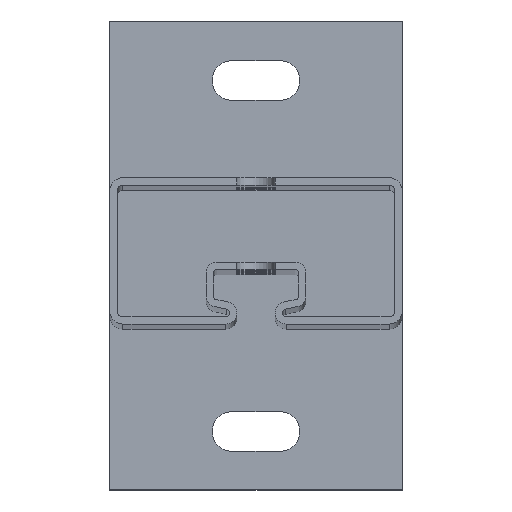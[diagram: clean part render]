
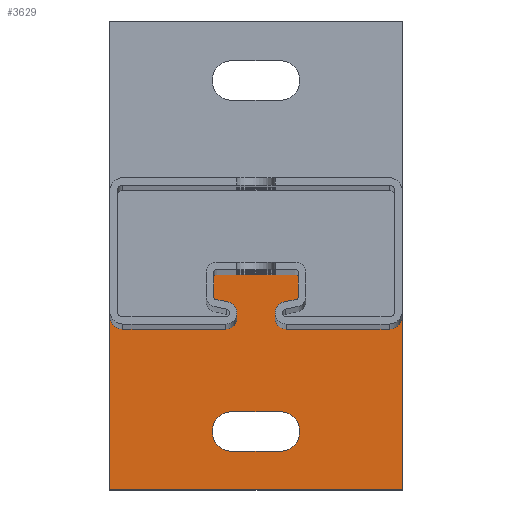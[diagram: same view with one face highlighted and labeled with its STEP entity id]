
A CAD part, top view. The second image highlights one B-rep face of the part: STEP entity #3629.
In plain terms, the highlighted planar face has unit normal (0, 0, 1).
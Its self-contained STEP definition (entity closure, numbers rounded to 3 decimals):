
#50=FACE_BOUND('',#665,.T.);
#206=CIRCLE('',#3926,3.8);
#208=CIRCLE('',#3930,1.);
#210=CIRCLE('',#3934,1.);
#211=CIRCLE('',#3936,1.);
#212=CIRCLE('',#3939,1.);
#213=CIRCLE('',#3942,3.8);
#214=CIRCLE('',#3945,4.5);
#219=CIRCLE('',#3954,4.5);
#220=CIRCLE('',#3958,6.75);
#221=CIRCLE('',#3959,6.75);
#460=FACE_OUTER_BOUND('',#664,.T.);
#664=EDGE_LOOP('',(#3046,#3047,#3048,#3049,#3050,#3051,#3052,#3053,#3054,
#3055,#3056,#3057,#3058,#3059,#3060,#3061,#3062,#3063));
#665=EDGE_LOOP('',(#3064,#3065,#3066,#3067));
#850=LINE('',#5453,#1194);
#984=LINE('',#5836,#1328);
#988=LINE('',#5848,#1332);
#991=LINE('',#5859,#1335);
#994=LINE('',#5867,#1338);
#997=LINE('',#5875,#1341);
#1008=LINE('',#5909,#1352);
#1010=LINE('',#5914,#1354);
#1011=LINE('',#5916,#1355);
#1012=LINE('',#5917,#1356);
#1013=LINE('',#5922,#1357);
#1014=LINE('',#5925,#1358);
#1194=VECTOR('',#4415,10.);
#1328=VECTOR('',#4819,10.);
#1332=VECTOR('',#4831,10.);
#1335=VECTOR('',#4846,10.);
#1338=VECTOR('',#4855,10.);
#1341=VECTOR('',#4864,10.);
#1352=VECTOR('',#4899,10.);
#1354=VECTOR('',#4905,10.);
#1355=VECTOR('',#4906,10.);
#1356=VECTOR('',#4907,10.);
#1357=VECTOR('',#4910,10.);
#1358=VECTOR('',#4913,10.);
#1561=VERTEX_POINT('',#5450);
#1562=VERTEX_POINT('',#5452);
#1673=VERTEX_POINT('',#5826);
#1674=VERTEX_POINT('',#5828);
#1676=VERTEX_POINT('',#5834);
#1678=VERTEX_POINT('',#5840);
#1680=VERTEX_POINT('',#5846);
#1681=VERTEX_POINT('',#5853);
#1682=VERTEX_POINT('',#5857);
#1683=VERTEX_POINT('',#5861);
#1684=VERTEX_POINT('',#5865);
#1685=VERTEX_POINT('',#5869);
#1686=VERTEX_POINT('',#5873);
#1687=VERTEX_POINT('',#5877);
#1696=VERTEX_POINT('',#5902);
#1697=VERTEX_POINT('',#5904);
#1698=VERTEX_POINT('',#5913);
#1699=VERTEX_POINT('',#5915);
#1700=VERTEX_POINT('',#5918);
#1701=VERTEX_POINT('',#5919);
#1702=VERTEX_POINT('',#5921);
#1703=VERTEX_POINT('',#5923);
#1954=EDGE_CURVE('',#1562,#1561,#850,.T.);
#2143=EDGE_CURVE('',#1674,#1673,#206,.T.);
#2147=EDGE_CURVE('',#1673,#1676,#984,.T.);
#2150=EDGE_CURVE('',#1676,#1678,#208,.T.);
#2153=EDGE_CURVE('',#1678,#1680,#988,.T.);
#2155=EDGE_CURVE('',#1680,#1562,#210,.T.);
#2157=EDGE_CURVE('',#1561,#1681,#211,.T.);
#2159=EDGE_CURVE('',#1681,#1682,#991,.T.);
#2161=EDGE_CURVE('',#1682,#1683,#212,.T.);
#2163=EDGE_CURVE('',#1683,#1684,#994,.T.);
#2165=EDGE_CURVE('',#1684,#1685,#213,.T.);
#2167=EDGE_CURVE('',#1685,#1686,#997,.T.);
#2169=EDGE_CURVE('',#1686,#1687,#214,.T.);
#2181=EDGE_CURVE('',#1697,#1696,#219,.T.);
#2184=EDGE_CURVE('',#1696,#1674,#1008,.T.);
#2186=EDGE_CURVE('',#1687,#1698,#1010,.T.);
#2187=EDGE_CURVE('',#1698,#1699,#1011,.T.);
#2188=EDGE_CURVE('',#1699,#1697,#1012,.T.);
#2189=EDGE_CURVE('',#1700,#1701,#220,.T.);
#2190=EDGE_CURVE('',#1701,#1702,#1013,.T.);
#2191=EDGE_CURVE('',#1702,#1703,#221,.T.);
#2192=EDGE_CURVE('',#1703,#1700,#1014,.T.);
#3046=ORIENTED_EDGE('',*,*,#2169,.T.);
#3047=ORIENTED_EDGE('',*,*,#2186,.T.);
#3048=ORIENTED_EDGE('',*,*,#2187,.T.);
#3049=ORIENTED_EDGE('',*,*,#2188,.T.);
#3050=ORIENTED_EDGE('',*,*,#2181,.T.);
#3051=ORIENTED_EDGE('',*,*,#2184,.T.);
#3052=ORIENTED_EDGE('',*,*,#2143,.T.);
#3053=ORIENTED_EDGE('',*,*,#2147,.T.);
#3054=ORIENTED_EDGE('',*,*,#2150,.T.);
#3055=ORIENTED_EDGE('',*,*,#2153,.T.);
#3056=ORIENTED_EDGE('',*,*,#2155,.T.);
#3057=ORIENTED_EDGE('',*,*,#1954,.T.);
#3058=ORIENTED_EDGE('',*,*,#2157,.T.);
#3059=ORIENTED_EDGE('',*,*,#2159,.T.);
#3060=ORIENTED_EDGE('',*,*,#2161,.T.);
#3061=ORIENTED_EDGE('',*,*,#2163,.T.);
#3062=ORIENTED_EDGE('',*,*,#2165,.T.);
#3063=ORIENTED_EDGE('',*,*,#2167,.T.);
#3064=ORIENTED_EDGE('',*,*,#2189,.T.);
#3065=ORIENTED_EDGE('',*,*,#2190,.T.);
#3066=ORIENTED_EDGE('',*,*,#2191,.T.);
#3067=ORIENTED_EDGE('',*,*,#2192,.T.);
#3310=PLANE('',#3957);
#3629=ADVANCED_FACE('',(#460,#50),#3310,.T.);
#3926=AXIS2_PLACEMENT_3D('',#5829,#4812,#4813);
#3930=AXIS2_PLACEMENT_3D('',#5842,#4825,#4826);
#3934=AXIS2_PLACEMENT_3D('',#5851,#4836,#4837);
#3936=AXIS2_PLACEMENT_3D('',#5855,#4841,#4842);
#3939=AXIS2_PLACEMENT_3D('',#5863,#4850,#4851);
#3942=AXIS2_PLACEMENT_3D('',#5871,#4859,#4860);
#3945=AXIS2_PLACEMENT_3D('',#5879,#4868,#4869);
#3954=AXIS2_PLACEMENT_3D('',#5905,#4893,#4894);
#3957=AXIS2_PLACEMENT_3D('',#5912,#4903,#4904);
#3958=AXIS2_PLACEMENT_3D('',#5920,#4908,#4909);
#3959=AXIS2_PLACEMENT_3D('',#5924,#4911,#4912);
#4415=DIRECTION('',(-1.,0.,0.));
#4812=DIRECTION('center_axis',(0.,0.,-1.));
#4813=DIRECTION('ref_axis',(-0.212,0.977,0.));
#4819=DIRECTION('',(0.977,0.212,0.));
#4825=DIRECTION('center_axis',(0.,0.,1.));
#4826=DIRECTION('ref_axis',(-0.212,0.977,0.));
#4831=DIRECTION('',(0.,1.,0.));
#4836=DIRECTION('center_axis',(0.,0.,1.));
#4837=DIRECTION('ref_axis',(-1.,0.,0.));
#4841=DIRECTION('center_axis',(0.,0.,1.));
#4842=DIRECTION('ref_axis',(0.,-1.,0.));
#4846=DIRECTION('',(0.,-1.,0.));
#4850=DIRECTION('center_axis',(0.,0.,1.));
#4851=DIRECTION('ref_axis',(1.,0.,0.));
#4855=DIRECTION('',(0.977,-0.212,0.));
#4859=DIRECTION('center_axis',(0.,0.,-1.));
#4860=DIRECTION('ref_axis',(0.,-1.,0.));
#4864=DIRECTION('',(-1.,0.,0.));
#4868=DIRECTION('center_axis',(0.,0.,-1.));
#4869=DIRECTION('ref_axis',(-1.,0.,0.));
#4893=DIRECTION('center_axis',(0.,0.,-1.));
#4894=DIRECTION('ref_axis',(0.,-1.,0.));
#4899=DIRECTION('',(-1.,0.,0.));
#4903=DIRECTION('center_axis',(0.,0.,1.));
#4904=DIRECTION('ref_axis',(1.,0.,0.));
#4905=DIRECTION('',(0.,-1.,0.));
#4906=DIRECTION('',(1.,0.,0.));
#4907=DIRECTION('',(0.,1.,0.));
#4908=DIRECTION('center_axis',(0.,0.,-1.));
#4909=DIRECTION('ref_axis',(0.,-1.,0.));
#4910=DIRECTION('',(1.,0.,0.));
#4911=DIRECTION('center_axis',(0.,0.,-1.));
#4912=DIRECTION('ref_axis',(0.,1.,0.));
#4913=DIRECTION('',(-1.,0.,0.));
#5450=CARTESIAN_POINT('',(-13.5,-6.4,8.));
#5452=CARTESIAN_POINT('',(13.5,-6.4,8.));
#5453=CARTESIAN_POINT('',(6.75,-6.4,8.));
#5826=CARTESIAN_POINT('',(9.494,-17.486,8.));
#5828=CARTESIAN_POINT('',(10.3,-25.,8.));
#5829=CARTESIAN_POINT('Origin',(10.3,-21.2,8.));
#5834=CARTESIAN_POINT('',(13.712,-16.571,8.));
#5836=CARTESIAN_POINT('',(6.773,-18.077,8.));
#5840=CARTESIAN_POINT('',(14.5,-15.594,8.));
#5842=CARTESIAN_POINT('Origin',(13.5,-15.594,8.));
#5846=CARTESIAN_POINT('',(14.5,-7.4,8.));
#5848=CARTESIAN_POINT('',(14.5,-7.797,8.));
#5851=CARTESIAN_POINT('Origin',(13.5,-7.4,8.));
#5853=CARTESIAN_POINT('',(-14.5,-7.4,8.));
#5855=CARTESIAN_POINT('Origin',(-13.5,-7.4,8.));
#5857=CARTESIAN_POINT('',(-14.5,-15.594,8.));
#5859=CARTESIAN_POINT('',(-14.5,-3.7,8.));
#5861=CARTESIAN_POINT('',(-13.712,-16.571,8.));
#5863=CARTESIAN_POINT('Origin',(-13.5,-15.594,8.));
#5865=CARTESIAN_POINT('',(-9.494,-17.486,8.));
#5867=CARTESIAN_POINT('',(-8.882,-17.619,8.));
#5869=CARTESIAN_POINT('',(-10.3,-25.,8.));
#5871=CARTESIAN_POINT('Origin',(-10.3,-21.2,8.));
#5873=CARTESIAN_POINT('',(-45.5,-25.,8.));
#5875=CARTESIAN_POINT('',(-5.15,-25.,8.));
#5877=CARTESIAN_POINT('',(-50.,-20.5,8.));
#5879=CARTESIAN_POINT('Origin',(-45.5,-20.5,8.));
#5902=CARTESIAN_POINT('',(45.5,-25.,8.));
#5904=CARTESIAN_POINT('',(50.,-20.5,8.));
#5905=CARTESIAN_POINT('Origin',(45.5,-20.5,8.));
#5909=CARTESIAN_POINT('',(22.75,-25.,8.));
#5912=CARTESIAN_POINT('Origin',(0.,0.,8.));
#5913=CARTESIAN_POINT('',(-50.,-80.,8.));
#5914=CARTESIAN_POINT('',(-50.,80.,8.));
#5915=CARTESIAN_POINT('',(50.,-80.,8.));
#5916=CARTESIAN_POINT('',(-50.,-80.,8.));
#5917=CARTESIAN_POINT('',(50.,-80.,8.));
#5918=CARTESIAN_POINT('',(-8.25,-66.75,8.));
#5919=CARTESIAN_POINT('',(-8.25,-53.25,8.));
#5920=CARTESIAN_POINT('Origin',(-8.25,-60.,8.));
#5921=CARTESIAN_POINT('',(8.25,-53.25,8.));
#5922=CARTESIAN_POINT('',(4.125,-53.25,8.));
#5923=CARTESIAN_POINT('',(8.25,-66.75,8.));
#5924=CARTESIAN_POINT('Origin',(8.25,-60.,8.));
#5925=CARTESIAN_POINT('',(-4.125,-66.75,8.));
